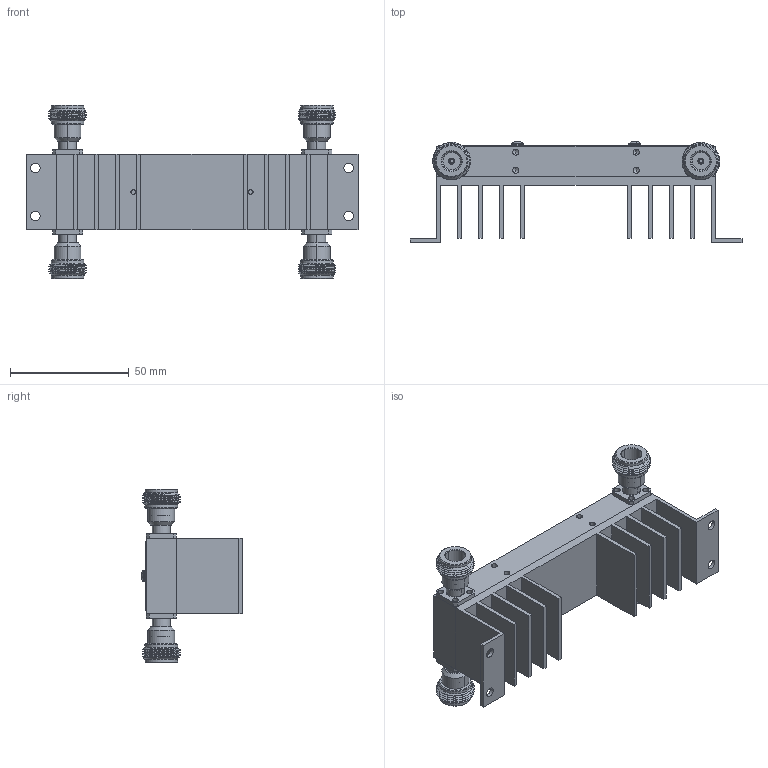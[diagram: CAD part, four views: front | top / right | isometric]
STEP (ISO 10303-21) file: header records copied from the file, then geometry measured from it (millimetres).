
FILE_DESCRIPTION (( 'STEP AP214' ), '1' );
FILE_NAME ('QC-1G18G.STEP', '2025-04-17T18:23:08', ( '' ), ( '' ), 'SwSTEP 2.0', 'SolidWorks 2024', '' );
FILE_SCHEMA (( 'AUTOMOTIVE_DESIGN' ));
Length unit declared in the file: millimetre
Products named in the file (1): QC-1G18G
Bounding box: 140 x 42.67 x 73.2 mm (x, y, z)
Volume: 82215.8 mm3; surface area: 52873.4 mm2
Topology: 11 solids, 15 shells, 1083 faces, 3604 edges, 2680 vertices
Faces by surface type: cylinder 556, plane 359, cone 130, bspline 18, torus 16, sphere 4
Entity records: 61857 total; most frequent: CARTESIAN_POINT 26109, ORIENTED_EDGE 7176, DIRECTION 5060, EDGE_CURVE 3588, VERTEX_POINT 2680, AXIS2_PLACEMENT_3D 1702, LINE 1656, VECTOR 1656
